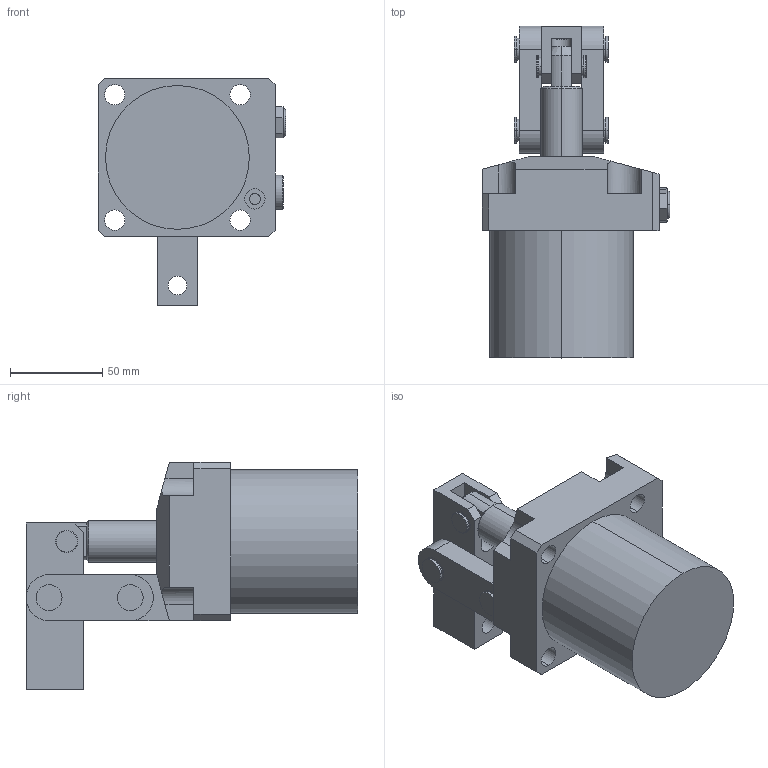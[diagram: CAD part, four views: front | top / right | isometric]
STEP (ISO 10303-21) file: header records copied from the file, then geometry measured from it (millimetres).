
FILE_DESCRIPTION (( 'STEP AP214' ), '1' );
FILE_NAME ('CCLT-16R.STEP', '2020-12-02T03:26:15', ( 'PC' ), ( '' ), 'SwSTEP 2.0', 'SolidWorks 2016', '' );
FILE_SCHEMA (( 'AUTOMOTIVE_DESIGN' ));
Length unit declared in the file: millimetre
Products named in the file (6): 錨璃1掛极R; 錨璃5酗种; 錨璃4傻种; 錨璃3揤族; 錨璃2蟀諉え; CCLT-16R
Assembly tree (7 placements, depth 2):
  CCLT-16R
    錨璃2蟀諉え  x2
    錨璃3揤族
    錨璃4傻种
    錨璃5酗种  x2
    錨璃1掛极R
Bounding box: 101.8 x 180 x 123.5 mm (x, y, z)
Volume: 728886.1 mm3; surface area: 89495.1 mm2
Topology: 7 solids, 8 shells, 202 faces, 477 edges, 310 vertices
Faces by surface type: plane 103, cylinder 87, cone 10, torus 2
Entity records: 5608 total; most frequent: CARTESIAN_POINT 1070, DIRECTION 939, ORIENTED_EDGE 846, EDGE_CURVE 423, AXIS2_PLACEMENT_3D 345, VERTEX_POINT 274, VECTOR 249, LINE 249
